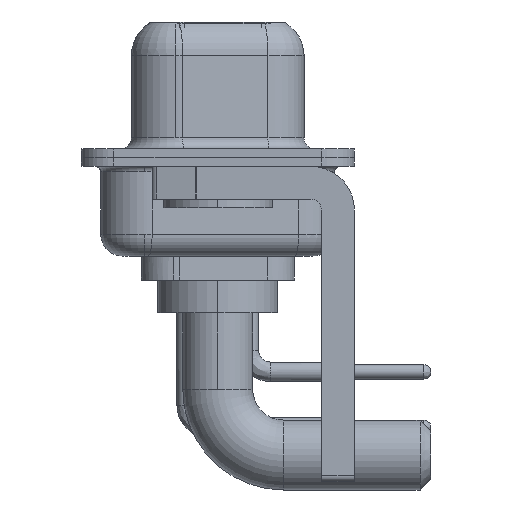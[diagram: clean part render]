
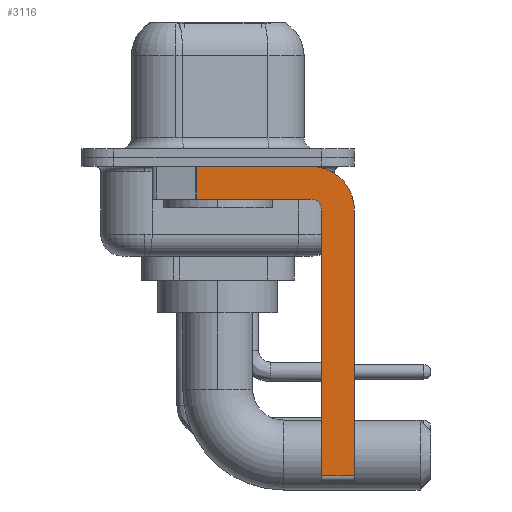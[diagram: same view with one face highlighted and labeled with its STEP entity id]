
A CAD part, left-side view. The second image highlights one B-rep face of the part: STEP entity #3116.
In plain terms, the highlighted planar face has unit normal (-1, 0, 0).
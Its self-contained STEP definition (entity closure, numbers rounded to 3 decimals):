
#329 = PLANE ( 'NONE',  #24295 ) ;
#552 = CARTESIAN_POINT ( 'NONE',  ( -2.9, -4.25, -1.9 ) ) ;
#590 = DIRECTION ( 'NONE',  ( 0., -1., 0. ) ) ;
#761 = DIRECTION ( 'NONE',  ( 0., 0., -1. ) ) ;
#1182 = DIRECTION ( 'NONE',  ( 0., 0., -1. ) ) ;
#1292 = ORIENTED_EDGE ( 'NONE', *, *, #22440, .T. ) ;
#1298 = ORIENTED_EDGE ( 'NONE', *, *, #20839, .F. ) ;
#1303 = EDGE_CURVE ( 'NONE', #3181, #23247, #20813, .T. ) ;
#1432 = ORIENTED_EDGE ( 'NONE', *, *, #8261, .F. ) ;
#1480 = DIRECTION ( 'NONE',  ( 0., 1., 0. ) ) ;
#1798 = AXIS2_PLACEMENT_3D ( 'NONE', #24477, #2743, #1182 ) ;
#2478 = CARTESIAN_POINT ( 'NONE',  ( -2.9, 0.978, -1.9 ) ) ;
#2743 = DIRECTION ( 'NONE',  ( 1., 0., 0. ) ) ;
#2926 = CARTESIAN_POINT ( 'NONE',  ( -2.9, -4.25, -14.55 ) ) ;
#3116 = ADVANCED_FACE ( 'NONE', ( #18056 ), #329, .F. ) ;
#3181 = VERTEX_POINT ( 'NONE', #12605 ) ;
#3426 = LINE ( 'NONE', #13513, #22312 ) ;
#3956 = ORIENTED_EDGE ( 'NONE', *, *, #1303, .F. ) ;
#4652 = CARTESIAN_POINT ( 'NONE',  ( -2.9, 0.978, -1.9 ) ) ;
#5010 = DIRECTION ( 'NONE',  ( 0., -1., 0. ) ) ;
#5622 = VECTOR ( 'NONE', #590, 1000. ) ;
#5632 = EDGE_CURVE ( 'NONE', #23247, #16535, #12333, .T. ) ;
#6806 = LINE ( 'NONE', #2926, #5622 ) ;
#7601 = DIRECTION ( 'NONE',  ( 0., 0., 1. ) ) ;
#8216 = CARTESIAN_POINT ( 'NONE',  ( -2.9, -4.25, -2.4 ) ) ;
#8261 = EDGE_CURVE ( 'NONE', #16020, #20036, #3426, .T. ) ;
#8703 = VECTOR ( 'NONE', #5010, 1000. ) ;
#11467 = VECTOR ( 'NONE', #7601, 1000. ) ;
#12333 = LINE ( 'NONE', #18430, #13982 ) ;
#12605 = CARTESIAN_POINT ( 'NONE',  ( -2.9, -4.25, -0.4 ) ) ;
#13054 = LINE ( 'NONE', #4652, #21904 ) ;
#13154 = LINE ( 'NONE', #13286, #8703 ) ;
#13286 = CARTESIAN_POINT ( 'NONE',  ( -2.9, 3., -0.4 ) ) ;
#13513 = CARTESIAN_POINT ( 'NONE',  ( -2.9, -4.25, -1.9 ) ) ;
#13798 = DIRECTION ( 'NONE',  ( 1., 0., 0. ) ) ;
#13982 = VECTOR ( 'NONE', #14406, 1000. ) ;
#13990 = ORIENTED_EDGE ( 'NONE', *, *, #5632, .F. ) ;
#14169 = DIRECTION ( 'NONE',  ( 0., 0., -1. ) ) ;
#14406 = DIRECTION ( 'NONE',  ( 0., 0., -1. ) ) ;
#15131 = DIRECTION ( 'NONE',  ( 0., 0., 1. ) ) ;
#16020 = VERTEX_POINT ( 'NONE', #552 ) ;
#16535 = VERTEX_POINT ( 'NONE', #24248 ) ;
#17743 = CIRCLE ( 'NONE', #24355, 0.5 ) ;
#18056 = FACE_OUTER_BOUND ( 'NONE', #25102, .T. ) ;
#18201 = ORIENTED_EDGE ( 'NONE', *, *, #19191, .T. ) ;
#18430 = CARTESIAN_POINT ( 'NONE',  ( -2.9, -6.25, -2.4 ) ) ;
#19005 = VERTEX_POINT ( 'NONE', #23535 ) ;
#19191 = EDGE_CURVE ( 'NONE', #22651, #16535, #6806, .T. ) ;
#20036 = VERTEX_POINT ( 'NONE', #2478 ) ;
#20108 = LINE ( 'NONE', #25210, #11467 ) ;
#20813 = CIRCLE ( 'NONE', #1798, 2. ) ;
#20839 = EDGE_CURVE ( 'NONE', #22651, #19005, #20108, .T. ) ;
#21033 = ORIENTED_EDGE ( 'NONE', *, *, #23873, .F. ) ;
#21612 = CARTESIAN_POINT ( 'NONE',  ( -2.9, -4.75, -14.55 ) ) ;
#21904 = VECTOR ( 'NONE', #761, 1000. ) ;
#22295 = CARTESIAN_POINT ( 'NONE',  ( -2.9, -6.25, -2.4 ) ) ;
#22312 = VECTOR ( 'NONE', #1480, 1000. ) ;
#22440 = EDGE_CURVE ( 'NONE', #23426, #20036, #13054, .T. ) ;
#22523 = DIRECTION ( 'NONE',  ( -1., 0., 0. ) ) ;
#22651 = VERTEX_POINT ( 'NONE', #21612 ) ;
#22898 = ORIENTED_EDGE ( 'NONE', *, *, #25021, .F. ) ;
#23247 = VERTEX_POINT ( 'NONE', #22295 ) ;
#23426 = VERTEX_POINT ( 'NONE', #24741 ) ;
#23535 = CARTESIAN_POINT ( 'NONE',  ( -2.9, -4.75, -2.4 ) ) ;
#23873 = EDGE_CURVE ( 'NONE', #19005, #16020, #17743, .T. ) ;
#24248 = CARTESIAN_POINT ( 'NONE',  ( -2.9, -6.25, -14.55 ) ) ;
#24295 = AXIS2_PLACEMENT_3D ( 'NONE', #8216, #13798, #14169 ) ;
#24355 = AXIS2_PLACEMENT_3D ( 'NONE', #24714, #22523, #15131 ) ;
#24477 = CARTESIAN_POINT ( 'NONE',  ( -2.9, -4.25, -2.4 ) ) ;
#24714 = CARTESIAN_POINT ( 'NONE',  ( -2.9, -4.25, -2.4 ) ) ;
#24741 = CARTESIAN_POINT ( 'NONE',  ( -2.9, 0.978, -0.4 ) ) ;
#25021 = EDGE_CURVE ( 'NONE', #23426, #3181, #13154, .T. ) ;
#25102 = EDGE_LOOP ( 'NONE', ( #22898, #1292, #1432, #21033, #1298, #18201, #13990, #3956 ) ) ;
#25210 = CARTESIAN_POINT ( 'NONE',  ( -2.9, -4.75, -14.8 ) ) ;
